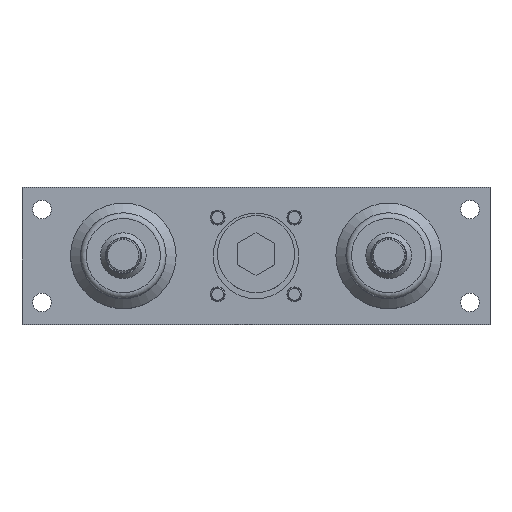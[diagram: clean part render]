
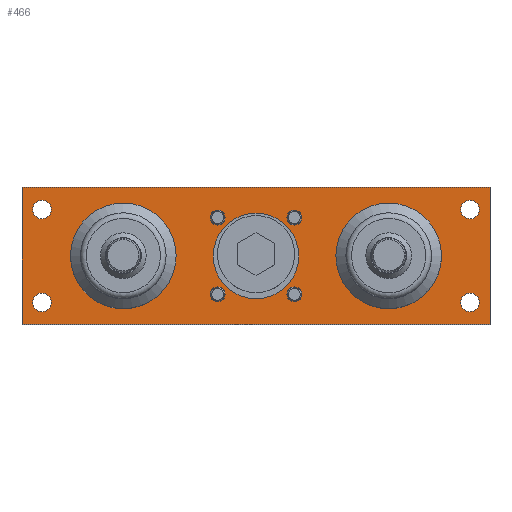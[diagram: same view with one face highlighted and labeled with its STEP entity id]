
A CAD part, top view. The second image highlights one B-rep face of the part: STEP entity #466.
In plain terms, the highlighted planar face has unit normal (0, 0, 1).
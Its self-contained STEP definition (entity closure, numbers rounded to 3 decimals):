
#466 = ADVANCED_FACE( '', ( #1164, #1165, #1166, #1167, #1168, #1169, #1170, #1171, #1172, #1173, #1174, #1175 ), #1176, .F. );
#1164 = FACE_BOUND( '', #2137, .T. );
#1165 = FACE_BOUND( '', #2138, .T. );
#1166 = FACE_BOUND( '', #2139, .T. );
#1167 = FACE_BOUND( '', #2140, .T. );
#1168 = FACE_BOUND( '', #2141, .T. );
#1169 = FACE_BOUND( '', #2142, .T. );
#1170 = FACE_BOUND( '', #2143, .T. );
#1171 = FACE_BOUND( '', #2144, .T. );
#1172 = FACE_BOUND( '', #2145, .T. );
#1173 = FACE_BOUND( '', #2146, .T. );
#1174 = FACE_BOUND( '', #2147, .T. );
#1175 = FACE_OUTER_BOUND( '', #2148, .T. );
#1176 = PLANE( '', #2149 );
#2137 = EDGE_LOOP( '', ( #3404 ) );
#2138 = EDGE_LOOP( '', ( #3405 ) );
#2139 = EDGE_LOOP( '', ( #3406 ) );
#2140 = EDGE_LOOP( '', ( #3407 ) );
#2141 = EDGE_LOOP( '', ( #3408 ) );
#2142 = EDGE_LOOP( '', ( #3409 ) );
#2143 = EDGE_LOOP( '', ( #3410 ) );
#2144 = EDGE_LOOP( '', ( #3411 ) );
#2145 = EDGE_LOOP( '', ( #3412 ) );
#2146 = EDGE_LOOP( '', ( #3413 ) );
#2147 = EDGE_LOOP( '', ( #3414 ) );
#2148 = EDGE_LOOP( '', ( #3415, #3416, #3417, #3418 ) );
#2149 = AXIS2_PLACEMENT_3D( '', #3419, #3420, #3421 );
#3404 = ORIENTED_EDGE( '', *, *, #4945, .T. );
#3405 = ORIENTED_EDGE( '', *, *, #4745, .F. );
#3406 = ORIENTED_EDGE( '', *, *, #4751, .T. );
#3407 = ORIENTED_EDGE( '', *, *, #4946, .T. );
#3408 = ORIENTED_EDGE( '', *, *, #4947, .T. );
#3409 = ORIENTED_EDGE( '', *, *, #4948, .T. );
#3410 = ORIENTED_EDGE( '', *, *, #4949, .T. );
#3411 = ORIENTED_EDGE( '', *, *, #4647, .T. );
#3412 = ORIENTED_EDGE( '', *, *, #4849, .F. );
#3413 = ORIENTED_EDGE( '', *, *, #4950, .F. );
#3414 = ORIENTED_EDGE( '', *, *, #4951, .T. );
#3415 = ORIENTED_EDGE( '', *, *, #4952, .F. );
#3416 = ORIENTED_EDGE( '', *, *, #4716, .F. );
#3417 = ORIENTED_EDGE( '', *, *, #4953, .F. );
#3418 = ORIENTED_EDGE( '', *, *, #4954, .F. );
#3419 = CARTESIAN_POINT( '', ( -82., 24., 10.8 ) );
#3420 = DIRECTION( '', ( 0., 0., -1. ) );
#3421 = DIRECTION( '', ( 0., 1., 0. ) );
#4647 = EDGE_CURVE( '', #5349, #5349, #5350, .T. );
#4716 = EDGE_CURVE( '', #5460, #5462, #5463, .T. );
#4745 = EDGE_CURVE( '', #5512, #5512, #5513, .T. );
#4751 = EDGE_CURVE( '', #5522, #5522, #5523, .T. );
#4849 = EDGE_CURVE( '', #5700, #5700, #5701, .T. );
#4945 = EDGE_CURVE( '', #5845, #5845, #5846, .T. );
#4946 = EDGE_CURVE( '', #5847, #5847, #5848, .T. );
#4947 = EDGE_CURVE( '', #5849, #5849, #5850, .T. );
#4948 = EDGE_CURVE( '', #5851, #5851, #5852, .T. );
#4949 = EDGE_CURVE( '', #5853, #5853, #5854, .T. );
#4950 = EDGE_CURVE( '', #5855, #5855, #5856, .T. );
#4951 = EDGE_CURVE( '', #5857, #5857, #5858, .T. );
#4952 = EDGE_CURVE( '', #5462, #5859, #5860, .T. );
#4953 = EDGE_CURVE( '', #5861, #5460, #5862, .T. );
#4954 = EDGE_CURVE( '', #5859, #5861, #5863, .T. );
#5349 = VERTEX_POINT( '', #6413 );
#5350 = CIRCLE( '', #6414, 3.25 );
#5460 = VERTEX_POINT( '', #6615 );
#5462 = VERTEX_POINT( '', #6618 );
#5463 = LINE( '', #6619, #6620 );
#5512 = VERTEX_POINT( '', #6744 );
#5513 = CIRCLE( '', #6745, 18.5 );
#5522 = VERTEX_POINT( '', #6754 );
#5523 = CIRCLE( '', #6755, 14.98 );
#5700 = VERTEX_POINT( '', #7068 );
#5701 = CIRCLE( '', #7069, 3.25 );
#5845 = VERTEX_POINT( '', #7385 );
#5846 = CIRCLE( '', #7386, 18.5 );
#5847 = VERTEX_POINT( '', #7387 );
#5848 = CIRCLE( '', #7388, 2.6 );
#5849 = VERTEX_POINT( '', #7389 );
#5850 = CIRCLE( '', #7390, 2.6 );
#5851 = VERTEX_POINT( '', #7391 );
#5852 = CIRCLE( '', #7392, 2.6 );
#5853 = VERTEX_POINT( '', #7393 );
#5854 = CIRCLE( '', #7394, 2.6 );
#5855 = VERTEX_POINT( '', #7395 );
#5856 = CIRCLE( '', #7396, 3.25 );
#5857 = VERTEX_POINT( '', #7397 );
#5858 = CIRCLE( '', #7398, 3.25 );
#5859 = VERTEX_POINT( '', #7399 );
#5860 = LINE( '', #7400, #7401 );
#5861 = VERTEX_POINT( '', #7402 );
#5862 = LINE( '', #7403, #7404 );
#5863 = LINE( '', #7405, #7406 );
#6413 = CARTESIAN_POINT( '', ( -78.25, -16.25, 10.8 ) );
#6414 = AXIS2_PLACEMENT_3D( '', #8010, #8011, #8012 );
#6615 = CARTESIAN_POINT( '', ( 82., -24., 10.8 ) );
#6618 = CARTESIAN_POINT( '', ( -82., -24., 10.8 ) );
#6619 = CARTESIAN_POINT( '', ( 82., -24., 10.8 ) );
#6620 = VECTOR( '', #8093, 1000. );
#6744 = CARTESIAN_POINT( '', ( -28., 0., 10.8 ) );
#6745 = AXIS2_PLACEMENT_3D( '', #8133, #8134, #8135 );
#6754 = CARTESIAN_POINT( '', ( -14.98, 0., 10.8 ) );
#6755 = AXIS2_PLACEMENT_3D( '', #8145, #8146, #8147 );
#7068 = CARTESIAN_POINT( '', ( 78.25, -16.25, 10.8 ) );
#7069 = AXIS2_PLACEMENT_3D( '', #8263, #8264, #8265 );
#7385 = CARTESIAN_POINT( '', ( 28., 0., 10.8 ) );
#7386 = AXIS2_PLACEMENT_3D( '', #8357, #8358, #8359 );
#7387 = CARTESIAN_POINT( '', ( 13.435, -16.035, 10.8 ) );
#7388 = AXIS2_PLACEMENT_3D( '', #8360, #8361, #8362 );
#7389 = CARTESIAN_POINT( '', ( -16.035, -13.435, 10.8 ) );
#7390 = AXIS2_PLACEMENT_3D( '', #8363, #8364, #8365 );
#7391 = CARTESIAN_POINT( '', ( -13.435, 16.035, 10.8 ) );
#7392 = AXIS2_PLACEMENT_3D( '', #8366, #8367, #8368 );
#7393 = CARTESIAN_POINT( '', ( 16.035, 13.435, 10.8 ) );
#7394 = AXIS2_PLACEMENT_3D( '', #8369, #8370, #8371 );
#7395 = CARTESIAN_POINT( '', ( -78.25, 16.25, 10.8 ) );
#7396 = AXIS2_PLACEMENT_3D( '', #8372, #8373, #8374 );
#7397 = CARTESIAN_POINT( '', ( 78.25, 16.25, 10.8 ) );
#7398 = AXIS2_PLACEMENT_3D( '', #8375, #8376, #8377 );
#7399 = CARTESIAN_POINT( '', ( -82., 24., 10.8 ) );
#7400 = CARTESIAN_POINT( '', ( -82., -24., 10.8 ) );
#7401 = VECTOR( '', #8378, 1000. );
#7402 = CARTESIAN_POINT( '', ( 82., 24., 10.8 ) );
#7403 = CARTESIAN_POINT( '', ( 82., 24., 10.8 ) );
#7404 = VECTOR( '', #8379, 1000. );
#7405 = CARTESIAN_POINT( '', ( -82., 24., 10.8 ) );
#7406 = VECTOR( '', #8380, 1000. );
#8010 = CARTESIAN_POINT( '', ( -75., -16.25, 10.8 ) );
#8011 = DIRECTION( '', ( 0., 0., -1. ) );
#8012 = DIRECTION( '', ( -1., 0., 0. ) );
#8093 = DIRECTION( '', ( -1., 0., 0. ) );
#8133 = CARTESIAN_POINT( '', ( -46.5, 0., 10.8 ) );
#8134 = DIRECTION( '', ( 0., 0., 1. ) );
#8135 = DIRECTION( '', ( 1., 0., 0. ) );
#8145 = CARTESIAN_POINT( '', ( 0., 0., 10.8 ) );
#8146 = DIRECTION( '', ( 0., 0., -1. ) );
#8147 = DIRECTION( '', ( -1., 0., 0. ) );
#8263 = CARTESIAN_POINT( '', ( 75., -16.25, 10.8 ) );
#8264 = DIRECTION( '', ( 0., 0., 1. ) );
#8265 = DIRECTION( '', ( 1., 0., 0. ) );
#8357 = CARTESIAN_POINT( '', ( 46.5, 0., 10.8 ) );
#8358 = DIRECTION( '', ( 0., 0., -1. ) );
#8359 = DIRECTION( '', ( -1., 0., 0. ) );
#8360 = CARTESIAN_POINT( '', ( 13.435, -13.435, 10.8 ) );
#8361 = DIRECTION( '', ( 0., 0., -1. ) );
#8362 = DIRECTION( '', ( 0., -1., 0. ) );
#8363 = CARTESIAN_POINT( '', ( -13.435, -13.435, 10.8 ) );
#8364 = DIRECTION( '', ( 0., 0., -1. ) );
#8365 = DIRECTION( '', ( -1., 0., 0. ) );
#8366 = CARTESIAN_POINT( '', ( -13.435, 13.435, 10.8 ) );
#8367 = DIRECTION( '', ( 0., 0., -1. ) );
#8368 = DIRECTION( '', ( 0., 1., 0. ) );
#8369 = CARTESIAN_POINT( '', ( 13.435, 13.435, 10.8 ) );
#8370 = DIRECTION( '', ( 0., 0., -1. ) );
#8371 = DIRECTION( '', ( 1., 0., 0. ) );
#8372 = CARTESIAN_POINT( '', ( -75., 16.25, 10.8 ) );
#8373 = DIRECTION( '', ( 0., 0., 1. ) );
#8374 = DIRECTION( '', ( -1., 0., 0. ) );
#8375 = CARTESIAN_POINT( '', ( 75., 16.25, 10.8 ) );
#8376 = DIRECTION( '', ( 0., 0., -1. ) );
#8377 = DIRECTION( '', ( 1., 0., 0. ) );
#8378 = DIRECTION( '', ( 0., 1., 0. ) );
#8379 = DIRECTION( '', ( 0., -1., 0. ) );
#8380 = DIRECTION( '', ( 1., 0., 0. ) );
